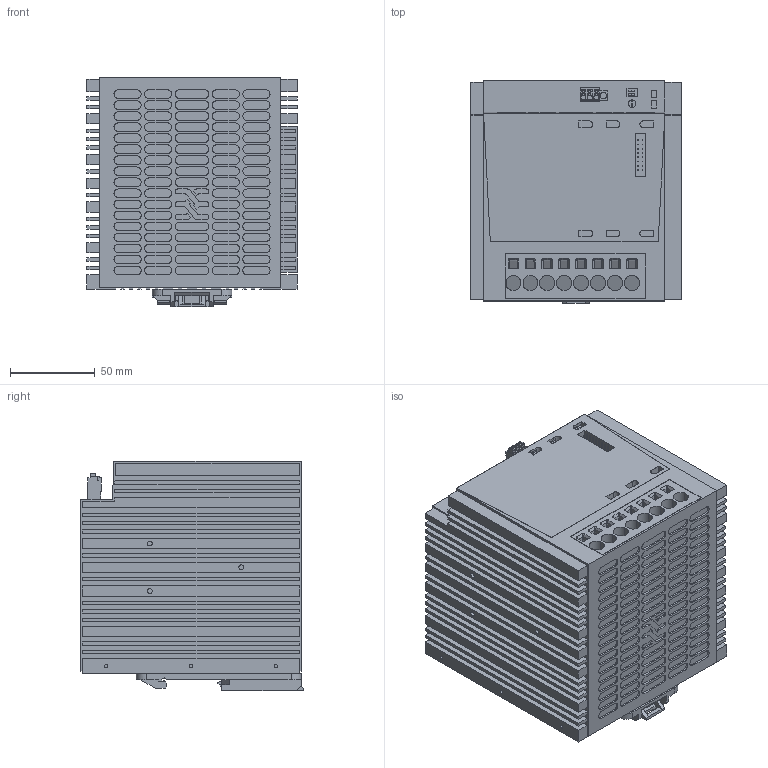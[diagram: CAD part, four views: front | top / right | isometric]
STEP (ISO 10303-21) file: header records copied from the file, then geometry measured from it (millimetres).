
FILE_DESCRIPTION(('CATIA V5 STEP Exchange','CAx-IF Rec.Pracs.--- Model Styling and Organization---1.4--- 2014-01-23'),'2;1');
FILE_NAME ('10190580_10', '2020-11-02T09:50:44+00:00', ('none'), ('Weidmueller'), 'CATIA Version 5-6 Release 2016 SP3 HF44', 'CATIA V5 STEP AP214', 'none');
FILE_SCHEMA(('AUTOMOTIVE_DESIGN { 1 0 10303 214 1 1 1 1 }'));
Products named in the file (1): 2466900100
Bounding box: 124 x 131.2 x 135.45 mm (x, y, z)
Volume: 1855099.5 mm3; surface area: 205413.4 mm2
Topology: 33 solids, 33 shells, 2056 faces, 5346 edges, 3606 vertices
Faces by surface type: plane 1562, cylinder 430, bspline 36, extrusion 22, cone 6
Entity records: 68182 total; most frequent: CARTESIAN_POINT 19011, ORIENTED_EDGE 10692, DIRECTION 7582, EDGE_CURVE 5346, VECTOR 4040, LINE 4018, VERTEX_POINT 3606, EDGE_LOOP 2322
